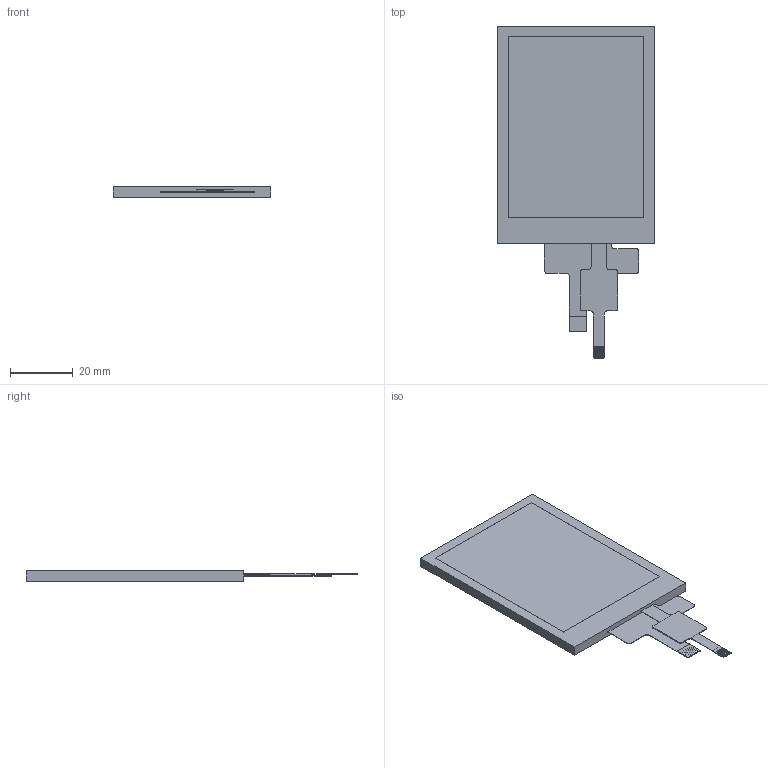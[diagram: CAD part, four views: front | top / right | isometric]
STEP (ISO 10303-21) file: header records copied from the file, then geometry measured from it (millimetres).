
FILE_DESCRIPTION((''),'2;1');
FILE_NAME('P028X101','2022-03-28T18:30:48',('Administrator'),(''),'CREO PARAMETRIC BY PTC INC, 2018500','CREO PARAMETRIC BY PTC INC, 2018500','');
FILE_SCHEMA(('CONFIG_CONTROL_DESIGN','SHAPE_APPEARANCE_LAYERS_GROUPS'));
Length unit declared in the file: millimetre
Products named in the file (1): P028X101
Bounding box: 50 x 105.6 x 3.2 mm (x, y, z)
Volume: 11115.1 mm3; surface area: 8978.8 mm2
Topology: 1 solids, 1 shells, 137 faces, 1251 edges, 1139 vertices
Faces by surface type: plane 119, cylinder 18
Entity records: 13588 total; most frequent: CARTESIAN_POINT 1621, DIRECTION 1563, PRESENTATION_STYLE_ASSIGNMENT 1270, STYLED_ITEM 1253, CURVE_STYLE 1252, VECTOR 1215, LINE 1215, TRIMMED_CURVE 903
